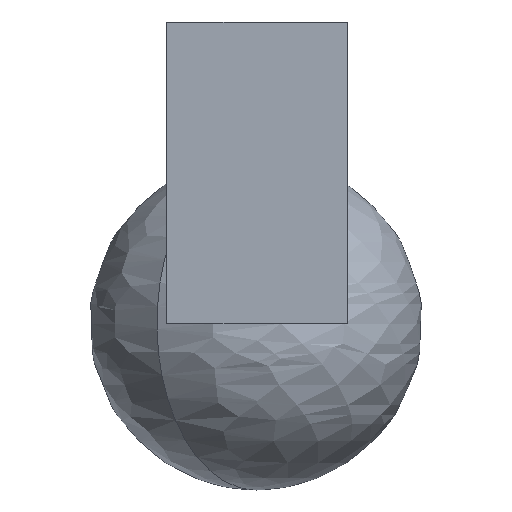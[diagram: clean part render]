
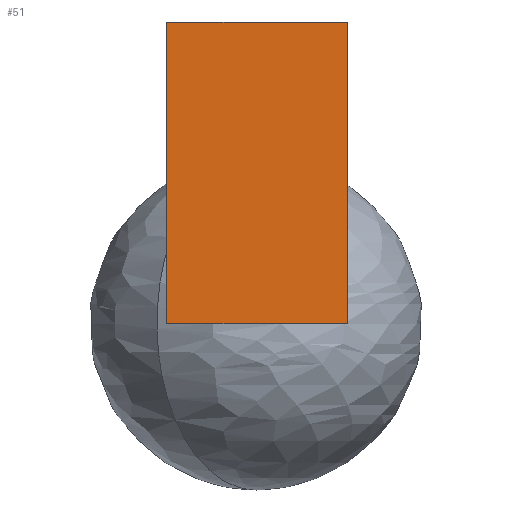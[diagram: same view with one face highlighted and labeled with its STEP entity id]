
A CAD part, left-side view. The second image highlights one B-rep face of the part: STEP entity #51.
In plain terms, the highlighted planar face has unit normal (-1, 0, 0).
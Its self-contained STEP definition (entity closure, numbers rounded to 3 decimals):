
#13=B_SPLINE_CURVE_WITH_KNOTS('',1,(#305,#306),.UNSPECIFIED.,.F.,.F.,(2,
2),(0.,50.),.UNSPECIFIED.);
#18=B_SPLINE_CURVE_WITH_KNOTS('',1,(#315,#316),.UNSPECIFIED.,.F.,.F.,(2,
2),(0.,50.),.UNSPECIFIED.);
#20=B_SPLINE_CURVE_WITH_KNOTS('',1,(#319,#320),.UNSPECIFIED.,.F.,.F.,(2,
2),(70.,100.),.UNSPECIFIED.);
#21=B_SPLINE_CURVE_WITH_KNOTS('',1,(#321,#322),.UNSPECIFIED.,.F.,.F.,(2,
2),(70.,100.),.UNSPECIFIED.);
#25=PLANE('',#193);
#51=ADVANCED_FACE('',(#59),#25,.T.);
#59=FACE_OUTER_BOUND('',#67,.T.);
#67=EDGE_LOOP('',(#86,#87,#88,#89));
#86=ORIENTED_EDGE('',*,*,#110,.T.);
#87=ORIENTED_EDGE('',*,*,#103,.T.);
#88=ORIENTED_EDGE('',*,*,#111,.F.);
#89=ORIENTED_EDGE('',*,*,#108,.F.);
#103=EDGE_CURVE('',#116,#119,#13,.T.);
#108=EDGE_CURVE('',#122,#123,#18,.T.);
#110=EDGE_CURVE('',#122,#116,#20,.T.);
#111=EDGE_CURVE('',#123,#119,#21,.T.);
#116=VERTEX_POINT('',#291);
#119=VERTEX_POINT('',#294);
#122=VERTEX_POINT('',#297);
#123=VERTEX_POINT('',#298);
#193=AXIS2_PLACEMENT_3D('',#288,#211,$);
#211=DIRECTION('',(-1.,0.,0.));
#288=CARTESIAN_POINT('',(-20.,30.,0.));
#291=CARTESIAN_POINT('',(-20.,0.,0.));
#294=CARTESIAN_POINT('',(-20.,0.,50.));
#297=CARTESIAN_POINT('',(-20.,30.,0.));
#298=CARTESIAN_POINT('',(-20.,30.,50.));
#305=CARTESIAN_POINT('',(-20.,0.,0.));
#306=CARTESIAN_POINT('',(-20.,0.,50.));
#315=CARTESIAN_POINT('',(-20.,30.,0.));
#316=CARTESIAN_POINT('',(-20.,30.,50.));
#319=CARTESIAN_POINT('',(-20.,30.,0.));
#320=CARTESIAN_POINT('',(-20.,0.,0.));
#321=CARTESIAN_POINT('',(-20.,30.,50.));
#322=CARTESIAN_POINT('',(-20.,0.,50.));
